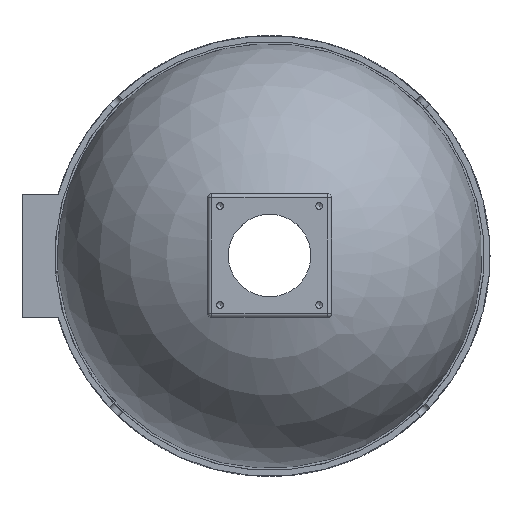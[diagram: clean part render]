
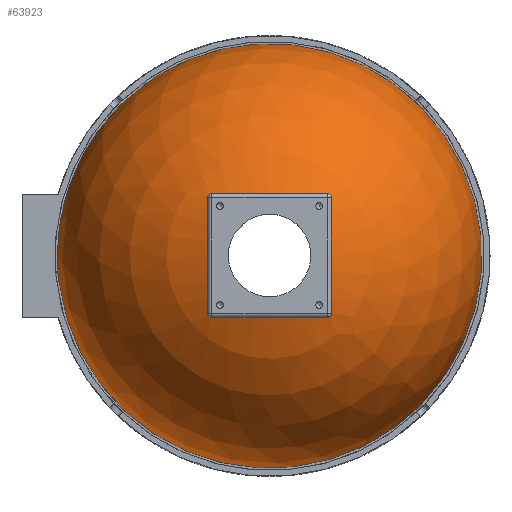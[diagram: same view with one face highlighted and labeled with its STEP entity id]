
A CAD part, top view. The second image highlights one B-rep face of the part: STEP entity #63923.
In plain terms, the highlighted spherical face has radius 102.8 mm.
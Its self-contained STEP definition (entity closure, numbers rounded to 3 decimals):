
#28=SPHERICAL_SURFACE('',#141319,102.8);
#2147=B_SPLINE_CURVE_WITH_KNOTS('',3,(#224858,#224859,#224860,#224861,#224862,
#224863,#224864,#224865,#224866,#224867,#224868,#224869,#224870,#224871,
#224872,#224873),.UNSPECIFIED.,.F.,.F.,(4,3,3,3,3,4),(0.,0.209,
0.418,0.618,0.814,1.),.UNSPECIFIED.);
#2148=B_SPLINE_CURVE_WITH_KNOTS('',3,(#224882,#224883,#224884,#224885,#224886,
#224887,#224888,#224889,#224890,#224891,#224892,#224893,#224894,#224895,
#224896,#224897),.UNSPECIFIED.,.F.,.F.,(4,3,3,3,3,4),(0.,0.209,
0.418,0.618,0.814,1.),.UNSPECIFIED.);
#2149=B_SPLINE_CURVE_WITH_KNOTS('',3,(#224903,#224904,#224905,#224906,#224907,
#224908,#224909,#224910,#224911,#224912,#224913,#224914,#224915,#224916,
#224917,#224918),.UNSPECIFIED.,.F.,.F.,(4,3,3,3,3,4),(0.,0.209,
0.418,0.618,0.814,1.),.UNSPECIFIED.);
#2150=B_SPLINE_CURVE_WITH_KNOTS('',3,(#224924,#224925,#224926,#224927,#224928,
#224929,#224930,#224931,#224932,#224933,#224934,#224935,#224936,#224937,
#224938,#224939),.UNSPECIFIED.,.F.,.F.,(4,3,3,3,3,4),(0.,0.209,
0.418,0.618,0.814,1.),.UNSPECIFIED.);
#63923=ADVANCED_FACE('',(#65408,#65409),#28,.T.);
#65408=FACE_BOUND('',#72047,.T.);
#65409=FACE_BOUND('',#72048,.T.);
#72047=EDGE_LOOP('',(#104845,#104846,#104847,#104848,#104849,#104850,#104851,
#104852));
#72048=EDGE_LOOP('',(#104853));
#104845=ORIENTED_EDGE('',*,*,#131583,.T.);
#104846=ORIENTED_EDGE('',*,*,#131579,.F.);
#104847=ORIENTED_EDGE('',*,*,#131586,.T.);
#104848=ORIENTED_EDGE('',*,*,#131576,.F.);
#104849=ORIENTED_EDGE('',*,*,#131585,.T.);
#104850=ORIENTED_EDGE('',*,*,#131568,.F.);
#104851=ORIENTED_EDGE('',*,*,#131582,.T.);
#104852=ORIENTED_EDGE('',*,*,#131573,.F.);
#104853=ORIENTED_EDGE('',*,*,#131528,.F.);
#115137=VERTEX_POINT('',#224293);
#115174=VERTEX_POINT('',#224874);
#115175=VERTEX_POINT('',#224875);
#115176=VERTEX_POINT('',#224898);
#115177=VERTEX_POINT('',#224899);
#115178=VERTEX_POINT('',#224919);
#115179=VERTEX_POINT('',#224920);
#115180=VERTEX_POINT('',#224940);
#115181=VERTEX_POINT('',#224941);
#131528=EDGE_CURVE('',#115137,#115137,#133500,.T.);
#131568=EDGE_CURVE('',#115174,#115175,#2147,.T.);
#131573=EDGE_CURVE('',#115176,#115177,#2148,.T.);
#131576=EDGE_CURVE('',#115178,#115179,#2149,.T.);
#131579=EDGE_CURVE('',#115180,#115181,#2150,.T.);
#131582=EDGE_CURVE('',#115174,#115177,#133522,.T.);
#131583=EDGE_CURVE('',#115176,#115181,#133523,.T.);
#131585=EDGE_CURVE('',#115178,#115175,#133525,.T.);
#131586=EDGE_CURVE('',#115180,#115179,#133526,.T.);
#133500=CIRCLE('',#141257,102.8);
#133522=CIRCLE('',#141305,98.325);
#133523=CIRCLE('',#141307,98.325);
#133525=CIRCLE('',#141311,98.325);
#133526=CIRCLE('',#141313,98.325);
#141257=AXIS2_PLACEMENT_3D('',#224292,#169670,#169671);
#141305=AXIS2_PLACEMENT_3D('',#224945,#169782,#169783);
#141307=AXIS2_PLACEMENT_3D('',#224947,#169786,#169787);
#141311=AXIS2_PLACEMENT_3D('',#224952,#169794,#169795);
#141313=AXIS2_PLACEMENT_3D('',#224954,#169798,#169799);
#141319=AXIS2_PLACEMENT_3D('',#224962,#169810,#169811);
#169670=DIRECTION('',(0.,0.,-1.));
#169671=DIRECTION('',(0.,1.,0.));
#169782=DIRECTION('',(-1.,0.,0.));
#169783=DIRECTION('',(0.,0.,-1.));
#169786=DIRECTION('',(0.,1.,0.));
#169787=DIRECTION('',(1.,0.,0.));
#169794=DIRECTION('',(0.,-1.,0.));
#169795=DIRECTION('',(-1.,0.,0.));
#169798=DIRECTION('',(1.,0.,0.));
#169799=DIRECTION('',(0.,0.,1.));
#169810=DIRECTION('',(0.,0.,1.));
#169811=DIRECTION('',(1.,0.,0.));
#224292=CARTESIAN_POINT('',(5.,0.,10.));
#224293=CARTESIAN_POINT('',(-97.8,0.,10.));
#224858=CARTESIAN_POINT('',(-25.,-28.,104.254));
#224859=CARTESIAN_POINT('',(-25.,-28.212,104.191));
#224860=CARTESIAN_POINT('',(-24.965,-28.43,104.137));
#224861=CARTESIAN_POINT('',(-24.896,-28.636,104.096));
#224862=CARTESIAN_POINT('',(-24.827,-28.842,104.055));
#224863=CARTESIAN_POINT('',(-24.721,-29.043,104.027));
#224864=CARTESIAN_POINT('',(-24.586,-29.218,104.015));
#224865=CARTESIAN_POINT('',(-24.458,-29.386,104.003));
#224866=CARTESIAN_POINT('',(-24.299,-29.535,104.006));
#224867=CARTESIAN_POINT('',(-24.125,-29.654,104.023));
#224868=CARTESIAN_POINT('',(-23.954,-29.77,104.039));
#224869=CARTESIAN_POINT('',(-23.764,-29.859,104.069));
#224870=CARTESIAN_POINT('',(-23.57,-29.917,104.109));
#224871=CARTESIAN_POINT('',(-23.384,-29.972,104.148));
#224872=CARTESIAN_POINT('',(-23.19,-30.,104.198));
#224873=CARTESIAN_POINT('',(-23.,-30.,104.254));
#224874=CARTESIAN_POINT('',(-25.,-28.,104.254));
#224875=CARTESIAN_POINT('',(-23.,-30.,104.254));
#224882=CARTESIAN_POINT('',(-23.,30.,104.254));
#224883=CARTESIAN_POINT('',(-23.212,30.,104.191));
#224884=CARTESIAN_POINT('',(-23.43,29.965,104.137));
#224885=CARTESIAN_POINT('',(-23.636,29.896,104.096));
#224886=CARTESIAN_POINT('',(-23.842,29.827,104.055));
#224887=CARTESIAN_POINT('',(-24.043,29.721,104.027));
#224888=CARTESIAN_POINT('',(-24.218,29.586,104.015));
#224889=CARTESIAN_POINT('',(-24.386,29.458,104.003));
#224890=CARTESIAN_POINT('',(-24.535,29.299,104.006));
#224891=CARTESIAN_POINT('',(-24.654,29.125,104.023));
#224892=CARTESIAN_POINT('',(-24.77,28.954,104.039));
#224893=CARTESIAN_POINT('',(-24.859,28.764,104.069));
#224894=CARTESIAN_POINT('',(-24.917,28.57,104.109));
#224895=CARTESIAN_POINT('',(-24.972,28.384,104.148));
#224896=CARTESIAN_POINT('',(-25.,28.19,104.198));
#224897=CARTESIAN_POINT('',(-25.,28.,104.254));
#224898=CARTESIAN_POINT('',(-23.,30.,104.254));
#224899=CARTESIAN_POINT('',(-25.,28.,104.254));
#224903=CARTESIAN_POINT('',(33.,-30.,104.254));
#224904=CARTESIAN_POINT('',(33.212,-30.,104.191));
#224905=CARTESIAN_POINT('',(33.43,-29.965,104.137));
#224906=CARTESIAN_POINT('',(33.636,-29.896,104.096));
#224907=CARTESIAN_POINT('',(33.842,-29.827,104.055));
#224908=CARTESIAN_POINT('',(34.043,-29.721,104.027));
#224909=CARTESIAN_POINT('',(34.218,-29.586,104.015));
#224910=CARTESIAN_POINT('',(34.386,-29.458,104.003));
#224911=CARTESIAN_POINT('',(34.535,-29.299,104.006));
#224912=CARTESIAN_POINT('',(34.654,-29.125,104.023));
#224913=CARTESIAN_POINT('',(34.77,-28.954,104.039));
#224914=CARTESIAN_POINT('',(34.859,-28.764,104.069));
#224915=CARTESIAN_POINT('',(34.917,-28.57,104.109));
#224916=CARTESIAN_POINT('',(34.972,-28.384,104.148));
#224917=CARTESIAN_POINT('',(35.,-28.19,104.198));
#224918=CARTESIAN_POINT('',(35.,-28.,104.254));
#224919=CARTESIAN_POINT('',(33.,-30.,104.254));
#224920=CARTESIAN_POINT('',(35.,-28.,104.254));
#224924=CARTESIAN_POINT('',(35.,28.,104.254));
#224925=CARTESIAN_POINT('',(35.,28.212,104.191));
#224926=CARTESIAN_POINT('',(34.965,28.43,104.137));
#224927=CARTESIAN_POINT('',(34.896,28.636,104.096));
#224928=CARTESIAN_POINT('',(34.827,28.842,104.055));
#224929=CARTESIAN_POINT('',(34.721,29.043,104.027));
#224930=CARTESIAN_POINT('',(34.586,29.218,104.015));
#224931=CARTESIAN_POINT('',(34.458,29.386,104.003));
#224932=CARTESIAN_POINT('',(34.299,29.535,104.006));
#224933=CARTESIAN_POINT('',(34.125,29.654,104.023));
#224934=CARTESIAN_POINT('',(33.954,29.77,104.039));
#224935=CARTESIAN_POINT('',(33.764,29.859,104.069));
#224936=CARTESIAN_POINT('',(33.57,29.917,104.109));
#224937=CARTESIAN_POINT('',(33.384,29.972,104.148));
#224938=CARTESIAN_POINT('',(33.19,30.,104.198));
#224939=CARTESIAN_POINT('',(33.,30.,104.254));
#224940=CARTESIAN_POINT('',(35.,28.,104.254));
#224941=CARTESIAN_POINT('',(33.,30.,104.254));
#224945=CARTESIAN_POINT('',(-25.,0.,10.));
#224947=CARTESIAN_POINT('',(5.,30.,10.));
#224952=CARTESIAN_POINT('',(5.,-30.,10.));
#224954=CARTESIAN_POINT('',(35.,0.,10.));
#224962=CARTESIAN_POINT('',(5.,0.,10.));
